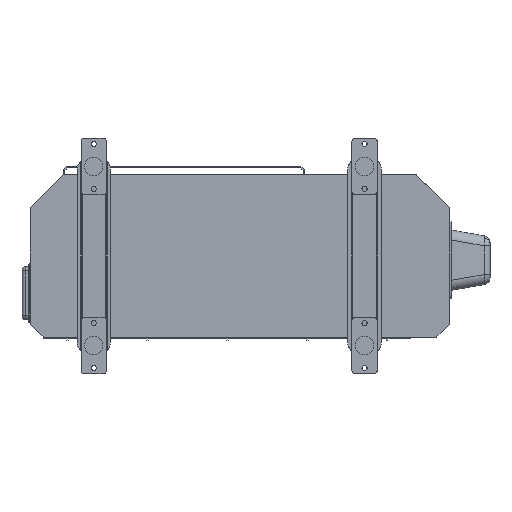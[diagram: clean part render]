
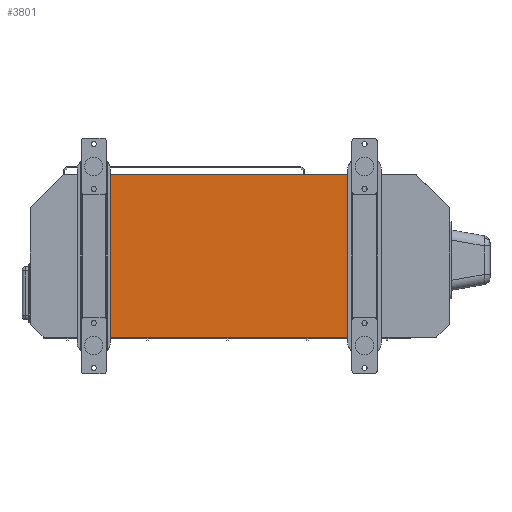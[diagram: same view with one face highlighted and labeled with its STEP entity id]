
A CAD part, front view. The second image highlights one B-rep face of the part: STEP entity #3801.
In plain terms, the highlighted planar face has unit normal (0, -1, 0).
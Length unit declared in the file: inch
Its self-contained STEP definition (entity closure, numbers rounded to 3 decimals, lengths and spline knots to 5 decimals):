
#1 = EDGE_CURVE ( 'NONE', #33701, #7126, #13918, .T. ) ;
#1452 = CARTESIAN_POINT ( 'NONE',  ( 8.3125, 0., 6.0625 ) ) ;
#2557 = DIRECTION ( 'NONE',  ( 0., 0., 1. ) ) ;
#3590 = LINE ( 'NONE', #60010, #33561 ) ;
#3742 = PLANE ( 'NONE',  #70222 ) ;
#3801 = ADVANCED_FACE ( 'NONE', ( #10630 ), #3742, .F. ) ;
#7126 = VERTEX_POINT ( 'NONE', #1452 ) ;
#8633 = DIRECTION ( 'NONE',  ( 1., 0., 0. ) ) ;
#9852 = LINE ( 'NONE', #45971, #60484 ) ;
#10630 = FACE_OUTER_BOUND ( 'NONE', #29671, .T. ) ;
#13918 = LINE ( 'NONE', #39435, #54872 ) ;
#15890 = VERTEX_POINT ( 'NONE', #42203 ) ;
#26268 = CARTESIAN_POINT ( 'NONE',  ( -9.92372, 0., 6.0625 ) ) ;
#28205 = VERTEX_POINT ( 'NONE', #33958 ) ;
#29671 = EDGE_LOOP ( 'NONE', ( #65381, #45266, #76522, #39424 ) ) ;
#31373 = DIRECTION ( 'NONE',  ( 0., 0., 1. ) ) ;
#33561 = VECTOR ( 'NONE', #78646, 39.37008 ) ;
#33701 = VERTEX_POINT ( 'NONE', #26268 ) ;
#33958 = CARTESIAN_POINT ( 'NONE',  ( -9.92372, 0., -6.0625 ) ) ;
#34961 = DIRECTION ( 'NONE',  ( 0., 1., 0. ) ) ;
#39424 = ORIENTED_EDGE ( 'NONE', *, *, #46040, .T. ) ;
#39435 = CARTESIAN_POINT ( 'NONE',  ( -15.6875, 0., 6.0625 ) ) ;
#42203 = CARTESIAN_POINT ( 'NONE',  ( 8.3125, 0., -6.0625 ) ) ;
#44350 = LINE ( 'NONE', #57340, #63152 ) ;
#45266 = ORIENTED_EDGE ( 'NONE', *, *, #67472, .F. ) ;
#45971 = CARTESIAN_POINT ( 'NONE',  ( 8.3125, 0., -7.25 ) ) ;
#46040 = EDGE_CURVE ( 'NONE', #15890, #7126, #9852, .T. ) ;
#46771 = CARTESIAN_POINT ( 'NONE',  ( 0., 0., 0. ) ) ;
#48948 = EDGE_CURVE ( 'NONE', #15890, #28205, #3590, .T. ) ;
#54872 = VECTOR ( 'NONE', #8633, 39.37008 ) ;
#57340 = CARTESIAN_POINT ( 'NONE',  ( -9.92372, 0., -7.25 ) ) ;
#58941 = DIRECTION ( 'NONE',  ( 0., 0., 1. ) ) ;
#60010 = CARTESIAN_POINT ( 'NONE',  ( -15.6875, 0., -6.0625 ) ) ;
#60484 = VECTOR ( 'NONE', #2557, 39.37008 ) ;
#63152 = VECTOR ( 'NONE', #31373, 39.37008 ) ;
#65381 = ORIENTED_EDGE ( 'NONE', *, *, #1, .F. ) ;
#67472 = EDGE_CURVE ( 'NONE', #28205, #33701, #44350, .T. ) ;
#70222 = AXIS2_PLACEMENT_3D ( 'NONE', #46771, #34961, #58941 ) ;
#76522 = ORIENTED_EDGE ( 'NONE', *, *, #48948, .F. ) ;
#78646 = DIRECTION ( 'NONE',  ( -1., 0., 0. ) ) ;
